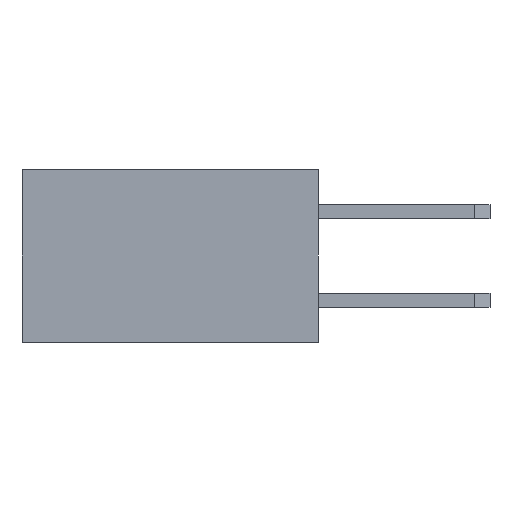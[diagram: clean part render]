
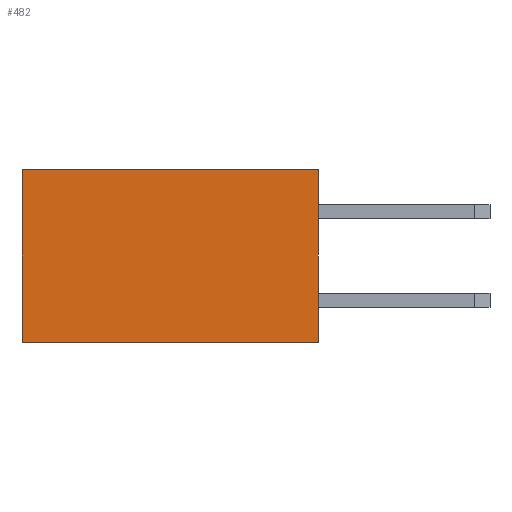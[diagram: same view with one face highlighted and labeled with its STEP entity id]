
A CAD part, left-side view. The second image highlights one B-rep face of the part: STEP entity #482.
In plain terms, the highlighted planar face has unit normal (-1, 0, 0).
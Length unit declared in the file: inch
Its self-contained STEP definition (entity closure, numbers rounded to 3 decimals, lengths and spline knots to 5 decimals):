
#482 = ADVANCED_FACE( '', ( #1051 ), #1052, .F. );
#1051 = FACE_OUTER_BOUND( '', #1689, .T. );
#1052 = PLANE( '', #1690 );
#1689 = EDGE_LOOP( '', ( #3062, #3063, #3064, #3065 ) );
#1690 = AXIS2_PLACEMENT_3D( '', #3066, #3067, #3068 );
#3062 = ORIENTED_EDGE( '', *, *, #4354, .T. );
#3063 = ORIENTED_EDGE( '', *, *, #4018, .F. );
#3064 = ORIENTED_EDGE( '', *, *, #4173, .F. );
#3065 = ORIENTED_EDGE( '', *, *, #3972, .T. );
#3066 = CARTESIAN_POINT( '', ( -0.36, 0.335, -0.0975 ) );
#3067 = DIRECTION( '', ( 1., 0., 0. ) );
#3068 = DIRECTION( '', ( 0., 0., -1. ) );
#3972 = EDGE_CURVE( '', #4850, #4848, #4851, .T. );
#4018 = EDGE_CURVE( '', #4923, #4925, #4926, .T. );
#4173 = EDGE_CURVE( '', #4850, #4923, #5177, .T. );
#4354 = EDGE_CURVE( '', #4848, #4925, #5415, .T. );
#4848 = VERTEX_POINT( '', #6091 );
#4850 = VERTEX_POINT( '', #6094 );
#4851 = LINE( '', #6095, #6096 );
#4923 = VERTEX_POINT( '', #6202 );
#4925 = VERTEX_POINT( '', #6205 );
#4926 = LINE( '', #6206, #6207 );
#5177 = LINE( '', #6588, #6589 );
#5415 = LINE( '', #6951, #6952 );
#6091 = CARTESIAN_POINT( '', ( -0.36, 0., -0.0975 ) );
#6094 = CARTESIAN_POINT( '', ( -0.36, 0.335, -0.0975 ) );
#6095 = CARTESIAN_POINT( '', ( -0.36, 0.335, -0.0975 ) );
#6096 = VECTOR( '', #7348, 39.37008 );
#6202 = CARTESIAN_POINT( '', ( -0.36, 0.335, 0.0975 ) );
#6205 = CARTESIAN_POINT( '', ( -0.36, 0., 0.0975 ) );
#6206 = CARTESIAN_POINT( '', ( -0.36, 0.335, 0.0975 ) );
#6207 = VECTOR( '', #7384, 39.37008 );
#6588 = CARTESIAN_POINT( '', ( -0.36, 0.335, -0.0975 ) );
#6589 = VECTOR( '', #7515, 39.37008 );
#6951 = CARTESIAN_POINT( '', ( -0.36, 0., -0.0975 ) );
#6952 = VECTOR( '', #7640, 39.37008 );
#7348 = DIRECTION( '', ( 0., -1., 0. ) );
#7384 = DIRECTION( '', ( 0., -1., 0. ) );
#7515 = DIRECTION( '', ( 0., 0., 1. ) );
#7640 = DIRECTION( '', ( 0., 0., 1. ) );
